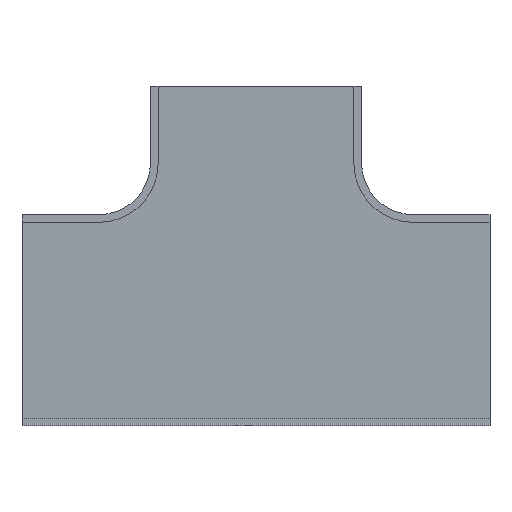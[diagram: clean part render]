
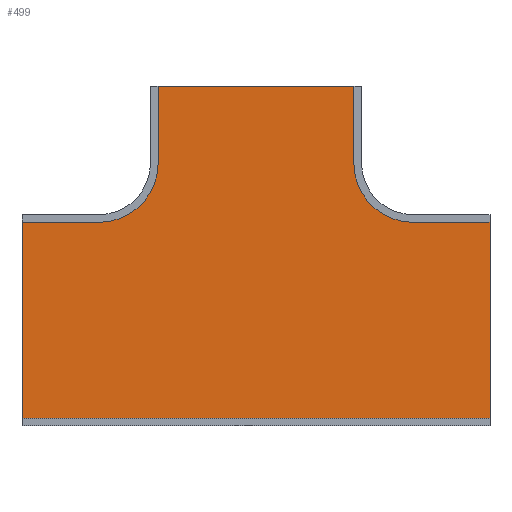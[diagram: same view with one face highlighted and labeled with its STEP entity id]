
A CAD part, front view. The second image highlights one B-rep face of the part: STEP entity #499.
In plain terms, the highlighted planar face has unit normal (0, -1, 0).
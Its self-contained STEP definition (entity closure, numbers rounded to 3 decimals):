
#3 = LINE ( 'NONE', #428, #292 ) ;
#22 = DIRECTION ( 'NONE',  ( 0., 0., 1. ) ) ;
#32 = VECTOR ( 'NONE', #202, 1000. ) ;
#37 = CARTESIAN_POINT ( 'NONE',  ( 24.45, 17.5, 3.518 ) ) ;
#48 = DIRECTION ( 'NONE',  ( 0., -1., 0. ) ) ;
#50 = ORIENTED_EDGE ( 'NONE', *, *, #407, .F. ) ;
#80 = ORIENTED_EDGE ( 'NONE', *, *, #626, .F. ) ;
#82 = CARTESIAN_POINT ( 'NONE',  ( -24.45, 17.5, 12.718 ) ) ;
#90 = DIRECTION ( 'NONE',  ( 1., 0., 0. ) ) ;
#91 = CIRCLE ( 'NONE', #585, 9.2 ) ;
#94 = EDGE_CURVE ( 'NONE', #578, #528, #194, .T. ) ;
#104 = CARTESIAN_POINT ( 'NONE',  ( -36.45, 17.5, -26.982 ) ) ;
#107 = VERTEX_POINT ( 'NONE', #244 ) ;
#117 = VECTOR ( 'NONE', #204, 1000. ) ;
#128 = VERTEX_POINT ( 'NONE', #134 ) ;
#130 = AXIS2_PLACEMENT_3D ( 'NONE', #425, #48, #496 ) ;
#131 = LINE ( 'NONE', #316, #117 ) ;
#134 = CARTESIAN_POINT ( 'NONE',  ( 36.45, 17.5, 3.518 ) ) ;
#152 = VECTOR ( 'NONE', #709, 1000. ) ;
#153 = CARTESIAN_POINT ( 'NONE',  ( -16.45, 17.5, 24.718 ) ) ;
#154 = EDGE_CURVE ( 'NONE', #566, #128, #627, .T. ) ;
#155 = CARTESIAN_POINT ( 'NONE',  ( 15.25, 17.5, 24.718 ) ) ;
#158 = VERTEX_POINT ( 'NONE', #587 ) ;
#161 = CARTESIAN_POINT ( 'NONE',  ( -24.45, 17.5, 12.718 ) ) ;
#162 = ORIENTED_EDGE ( 'NONE', *, *, #356, .F. ) ;
#173 = VERTEX_POINT ( 'NONE', #610 ) ;
#179 = EDGE_LOOP ( 'NONE', ( #505, #181, #50, #238, #283, #596, #511, #408, #80, #162 ) ) ;
#181 = ORIENTED_EDGE ( 'NONE', *, *, #154, .F. ) ;
#182 = CARTESIAN_POINT ( 'NONE',  ( -24.45, 17.5, 3.518 ) ) ;
#194 = LINE ( 'NONE', #182, #393 ) ;
#202 = DIRECTION ( 'NONE',  ( 0., 0., 1. ) ) ;
#204 = DIRECTION ( 'NONE',  ( 0., 0., -1. ) ) ;
#205 = DIRECTION ( 'NONE',  ( 0., 0., 1. ) ) ;
#215 = VECTOR ( 'NONE', #589, 1000. ) ;
#238 = ORIENTED_EDGE ( 'NONE', *, *, #365, .F. ) ;
#244 = CARTESIAN_POINT ( 'NONE',  ( -36.45, 17.5, -26.982 ) ) ;
#253 = EDGE_CURVE ( 'NONE', #547, #173, #685, .T. ) ;
#276 = CARTESIAN_POINT ( 'NONE',  ( -36.45, 17.5, 3.518 ) ) ;
#277 = DIRECTION ( 'NONE',  ( 0., 0., -1. ) ) ;
#283 = ORIENTED_EDGE ( 'NONE', *, *, #673, .F. ) ;
#291 = EDGE_CURVE ( 'NONE', #528, #547, #91, .T. ) ;
#292 = VECTOR ( 'NONE', #277, 1000. ) ;
#316 = CARTESIAN_POINT ( 'NONE',  ( 36.45, 17.5, 4.718 ) ) ;
#317 = VECTOR ( 'NONE', #90, 1000. ) ;
#322 = CARTESIAN_POINT ( 'NONE',  ( -15.25, 17.5, 12.718 ) ) ;
#348 = CARTESIAN_POINT ( 'NONE',  ( -15.25, 17.5, 24.718 ) ) ;
#351 = CARTESIAN_POINT ( 'NONE',  ( 15.25, 17.5, 12.718 ) ) ;
#356 = EDGE_CURVE ( 'NONE', #158, #107, #409, .T. ) ;
#365 = EDGE_CURVE ( 'NONE', #591, #730, #3, .T. ) ;
#372 = AXIS2_PLACEMENT_3D ( 'NONE', #161, #485, #205 ) ;
#393 = VECTOR ( 'NONE', #563, 1000. ) ;
#407 = EDGE_CURVE ( 'NONE', #730, #566, #498, .T. ) ;
#408 = ORIENTED_EDGE ( 'NONE', *, *, #94, .F. ) ;
#409 = LINE ( 'NONE', #104, #152 ) ;
#425 = CARTESIAN_POINT ( 'NONE',  ( 24.45, 17.5, 12.718 ) ) ;
#426 = PLANE ( 'NONE',  #372 ) ;
#427 = FACE_OUTER_BOUND ( 'NONE', #179, .T. ) ;
#428 = CARTESIAN_POINT ( 'NONE',  ( 15.25, 17.5, 24.718 ) ) ;
#457 = DIRECTION ( 'NONE',  ( 0., -1., 0. ) ) ;
#475 = DIRECTION ( 'NONE',  ( 1., 0., 0. ) ) ;
#482 = CARTESIAN_POINT ( 'NONE',  ( -36.45, 17.5, 4.718 ) ) ;
#485 = DIRECTION ( 'NONE',  ( 0., 1., 0. ) ) ;
#496 = DIRECTION ( 'NONE',  ( 0., 0., 1. ) ) ;
#498 = CIRCLE ( 'NONE', #130, 9.2 ) ;
#499 = ADVANCED_FACE ( 'NONE', ( #427 ), #426, .F. ) ;
#505 = ORIENTED_EDGE ( 'NONE', *, *, #667, .F. ) ;
#511 = ORIENTED_EDGE ( 'NONE', *, *, #291, .F. ) ;
#528 = VERTEX_POINT ( 'NONE', #634 ) ;
#547 = VERTEX_POINT ( 'NONE', #322 ) ;
#563 = DIRECTION ( 'NONE',  ( 1., 0., 0. ) ) ;
#566 = VERTEX_POINT ( 'NONE', #636 ) ;
#574 = VECTOR ( 'NONE', #475, 1000. ) ;
#578 = VERTEX_POINT ( 'NONE', #276 ) ;
#585 = AXIS2_PLACEMENT_3D ( 'NONE', #82, #457, #22 ) ;
#587 = CARTESIAN_POINT ( 'NONE',  ( 36.45, 17.5, -26.982 ) ) ;
#589 = DIRECTION ( 'NONE',  ( 0., 0., 1. ) ) ;
#591 = VERTEX_POINT ( 'NONE', #155 ) ;
#596 = ORIENTED_EDGE ( 'NONE', *, *, #253, .F. ) ;
#610 = CARTESIAN_POINT ( 'NONE',  ( -15.25, 17.5, 24.718 ) ) ;
#626 = EDGE_CURVE ( 'NONE', #107, #578, #669, .T. ) ;
#627 = LINE ( 'NONE', #37, #317 ) ;
#634 = CARTESIAN_POINT ( 'NONE',  ( -24.45, 17.5, 3.518 ) ) ;
#636 = CARTESIAN_POINT ( 'NONE',  ( 24.45, 17.5, 3.518 ) ) ;
#667 = EDGE_CURVE ( 'NONE', #128, #158, #131, .T. ) ;
#669 = LINE ( 'NONE', #482, #32 ) ;
#673 = EDGE_CURVE ( 'NONE', #173, #591, #734, .T. ) ;
#685 = LINE ( 'NONE', #348, #215 ) ;
#709 = DIRECTION ( 'NONE',  ( -1., 0., 0. ) ) ;
#730 = VERTEX_POINT ( 'NONE', #351 ) ;
#734 = LINE ( 'NONE', #153, #574 ) ;
